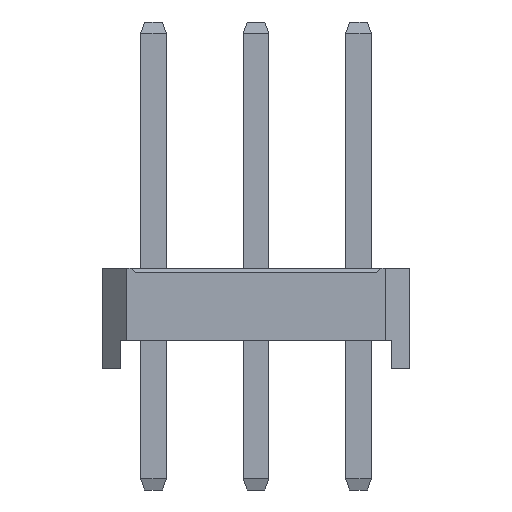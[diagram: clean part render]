
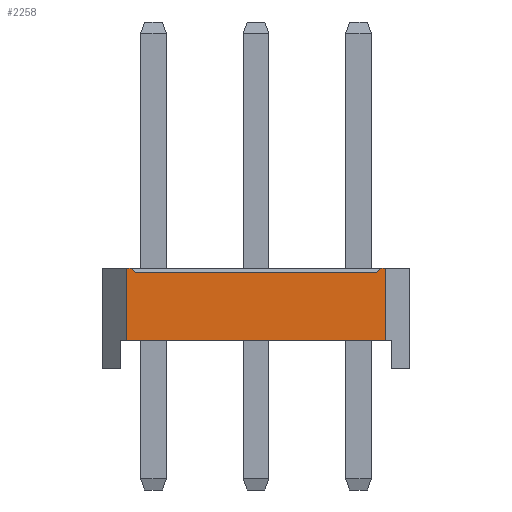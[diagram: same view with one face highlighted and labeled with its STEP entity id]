
A CAD part, left-side view. The second image highlights one B-rep face of the part: STEP entity #2258.
In plain terms, the highlighted planar face has unit normal (-1, 0, 0).
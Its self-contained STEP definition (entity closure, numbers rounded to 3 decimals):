
#2258=ADVANCED_FACE('',(#8814),#8816,.T.);
#8814=FACE_BOUND('',#8815,.T.);
#8815=EDGE_LOOP('',(#13885,#13886,#13887,#13888,#13889,#13890,#13891,#13892));
#8816=PLANE('',#8817);
#8817=AXIS2_PLACEMENT_3D('',#8818,#8819,#8820);
#8818=CARTESIAN_POINT('',(-1.27,5.75,0.));
#8819=DIRECTION('',(-1.,0.,0.));
#8820=DIRECTION('',(0.,-1.,0.));
#13885=ORIENTED_EDGE('',*,*,#16998,.F.);
#13886=ORIENTED_EDGE('',*,*,#16999,.T.);
#13887=ORIENTED_EDGE('',*,*,#17000,.F.);
#13888=ORIENTED_EDGE('',*,*,#16296,.F.);
#13889=ORIENTED_EDGE('',*,*,#17001,.F.);
#13890=ORIENTED_EDGE('',*,*,#16064,.T.);
#13891=ORIENTED_EDGE('',*,*,#16997,.T.);
#13892=ORIENTED_EDGE('',*,*,#16300,.F.);
#16064=EDGE_CURVE('',#17868,#17866,#17869,.T.);
#16296=EDGE_CURVE('',#18330,#18332,#18333,.T.);
#16300=EDGE_CURVE('',#18338,#18340,#18341,.T.);
#16997=EDGE_CURVE('',#17866,#18340,#19489,.T.);
#16998=EDGE_CURVE('',#19490,#18338,#19491,.F.);
#16999=EDGE_CURVE('',#19490,#19492,#19493,.T.);
#17000=EDGE_CURVE('',#18332,#19492,#19494,.F.);
#17001=EDGE_CURVE('',#17868,#18330,#19495,.T.);
#17866=VERTEX_POINT('',#20782);
#17868=VERTEX_POINT('',#20786);
#17869=LINE('',#20787,#20788);
#18330=VERTEX_POINT('',#21710);
#18332=VERTEX_POINT('',#21714);
#18333=LINE('',#21715,#21716);
#18338=VERTEX_POINT('',#21726);
#18340=VERTEX_POINT('',#21730);
#18341=LINE('',#21731,#21732);
#19489=LINE('',#24273,#24274);
#19490=VERTEX_POINT('',#24276);
#19491=LINE('',#24277,#24278);
#19492=VERTEX_POINT('',#24280);
#19493=LINE('',#24281,#24282);
#19494=LINE('',#24284,#24285);
#19495=LINE('',#24287,#24288);
#20782=CARTESIAN_POINT('',(-1.27,-0.67,0.7));
#20786=CARTESIAN_POINT('',(-1.27,5.75,0.7));
#20787=CARTESIAN_POINT('',(-1.27,5.75,0.7));
#20788=VECTOR('',#20789,1.);
#20789=DIRECTION('',(0.,-1.,0.));
#21710=CARTESIAN_POINT('',(-1.27,5.75,2.5));
#21714=CARTESIAN_POINT('',(-1.27,5.63,2.5));
#21715=CARTESIAN_POINT('',(-1.27,5.75,2.5));
#21716=VECTOR('',#21717,1.);
#21717=DIRECTION('',(0.,-1.,0.));
#21726=CARTESIAN_POINT('',(-1.27,-0.55,2.5));
#21730=CARTESIAN_POINT('',(-1.27,-0.67,2.5));
#21731=CARTESIAN_POINT('',(-1.27,-0.55,2.5));
#21732=VECTOR('',#21733,1.);
#21733=DIRECTION('',(0.,-1.,0.));
#24273=CARTESIAN_POINT('',(-1.27,-0.67,0.7));
#24274=VECTOR('',#24275,1.);
#24275=DIRECTION('',(0.,0.,1.));
#24276=CARTESIAN_POINT('',(-1.27,-0.45,2.4));
#24277=CARTESIAN_POINT('',(-1.27,-0.55,2.5));
#24278=VECTOR('',#24279,1.);
#24279=DIRECTION('',(0.,0.707,-0.707));
#24280=CARTESIAN_POINT('',(-1.27,5.53,2.4));
#24281=CARTESIAN_POINT('',(-1.27,-0.45,2.4));
#24282=VECTOR('',#24283,1.);
#24283=DIRECTION('',(0.,1.,0.));
#24284=CARTESIAN_POINT('',(-1.27,5.53,2.4));
#24285=VECTOR('',#24286,1.);
#24286=DIRECTION('',(0.,0.707,0.707));
#24287=CARTESIAN_POINT('',(-1.27,5.75,0.7));
#24288=VECTOR('',#24289,1.);
#24289=DIRECTION('',(0.,0.,1.));
